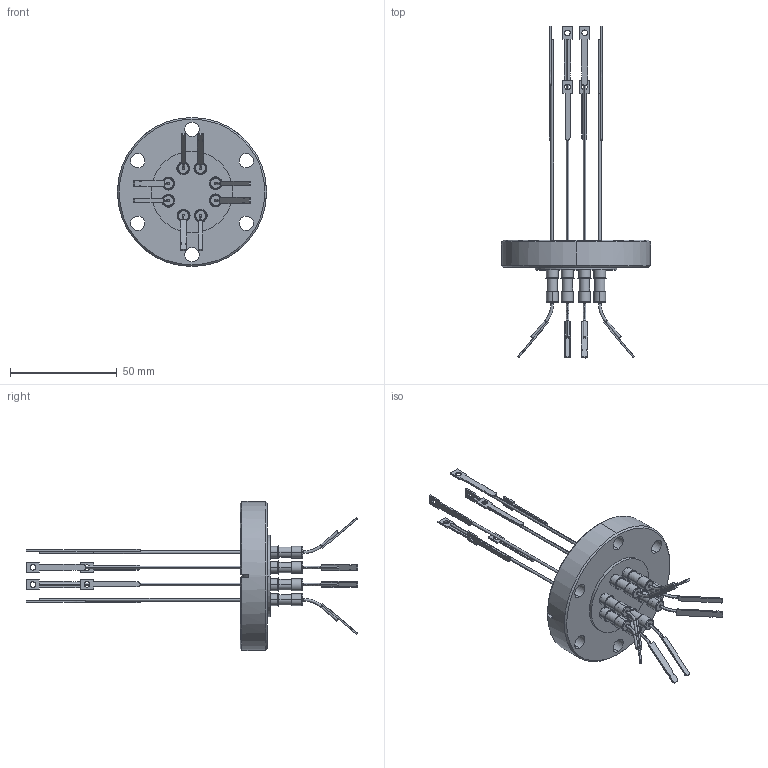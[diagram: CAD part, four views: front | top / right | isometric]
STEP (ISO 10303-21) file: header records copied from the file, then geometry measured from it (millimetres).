
FILE_DESCRIPTION (( 'STEP AP203' ), '1' );
FILE_NAME ('A0462-4-CF.STEP', '2011-10-04T19:41:16', ( '' ), ( '' ), 'SwSTEP 2.0', 'SolidWorks 2011', '' );
FILE_SCHEMA (( 'CONFIG_CONTROL_DESIGN' ));
Length unit declared in the file: inch
Products named in the file (1): A0462-4-CF
Bounding box: 69.85 x 155.48 x 69.85 mm (x, y, z)
Volume: 39093.3 mm3; surface area: 22961 mm2
Topology: 1 solids, 1 shells, 597 faces, 1484 edges, 951 vertices
Faces by surface type: cylinder 258, plane 218, cone 89, bspline 32
Entity records: 18477 total; most frequent: CARTESIAN_POINT 3742, DIRECTION 3238, ORIENTED_EDGE 2968, EDGE_CURVE 1484, AXIS2_PLACEMENT_3D 1247, VERTEX_POINT 951, LINE 744, VECTOR 744
